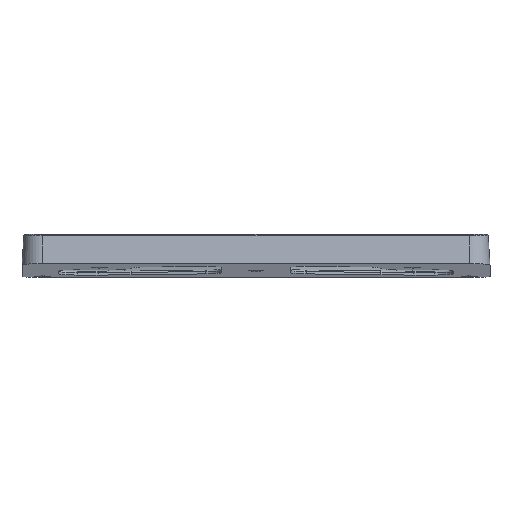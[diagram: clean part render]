
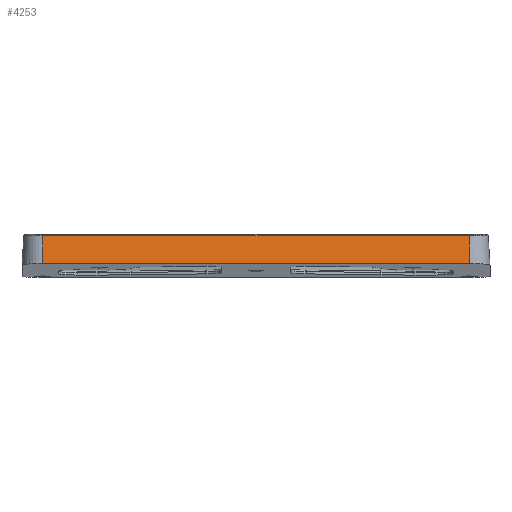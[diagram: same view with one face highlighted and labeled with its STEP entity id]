
A CAD part, front view. The second image highlights one B-rep face of the part: STEP entity #4253.
In plain terms, the highlighted planar face has unit normal (0, -0.988, 0.153).
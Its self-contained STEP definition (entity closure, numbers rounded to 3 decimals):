
#84 = PLANE('',#85);
#85 = AXIS2_PLACEMENT_3D('',#86,#87,#88);
#86 = CARTESIAN_POINT('',(0.,0.,0.));
#87 = DIRECTION('',(0.,0.07,0.998));
#88 = DIRECTION('',(0.,0.998,-0.07));
#732 = VERTEX_POINT('',#733);
#733 = CARTESIAN_POINT('',(-112.125,-52.433,3.666));
#748 = B_SPLINE_SURFACE_WITH_KNOTS('',8,1,(
    (#749,#750)
    ,(#751,#752)
    ,(#753,#754)
    ,(#755,#756)
    ,(#757,#758)
    ,(#759,#760)
    ,(#761,#762)
    ,(#763,#764)
    ,(#765,#766
    )),.UNSPECIFIED.,.F.,.F.,.F.,(9,9),(2,2),(1.571,
    3.142),(0.,1.),.PIECEWISE_BEZIER_KNOTS.);
#749 = CARTESIAN_POINT('',(-112.125,-52.433,3.666));
#750 = CARTESIAN_POINT('',(-112.125,-50.061,19.));
#751 = CARTESIAN_POINT('',(-114.285,-52.433,3.666
    ));
#752 = CARTESIAN_POINT('',(-114.088,-50.061,19.));
#753 = CARTESIAN_POINT('',(-116.445,-51.949,
    3.633));
#754 = CARTESIAN_POINT('',(-116.052,-49.62,19.
    ));
#755 = CARTESIAN_POINT('',(-118.478,-50.983,3.565
    ));
#756 = CARTESIAN_POINT('',(-117.9,-48.739,
    19.));
#757 = CARTESIAN_POINT('',(-120.257,-49.572,3.466
    ));
#758 = CARTESIAN_POINT('',(-119.518,-47.454,
    19.));
#759 = CARTESIAN_POINT('',(-121.671,-47.797,3.342
    ));
#760 = CARTESIAN_POINT('',(-120.803,-45.836,
    19.));
#761 = CARTESIAN_POINT('',(-122.64,-45.769,3.2
    ));
#762 = CARTESIAN_POINT('',(-121.684,-43.988,19.));
#763 = CARTESIAN_POINT('',(-123.125,-43.614,3.05));
#764 = CARTESIAN_POINT('',(-122.125,-42.025,19.));
#765 = CARTESIAN_POINT('',(-123.125,-41.46,2.899));
#766 = CARTESIAN_POINT('',(-122.125,-40.061,19.));
#774 = EDGE_CURVE('',#732,#775,#777,.T.);
#775 = VERTEX_POINT('',#776);
#776 = CARTESIAN_POINT('',(112.125,-52.433,3.666));
#777 = SURFACE_CURVE('',#778,(#782,#789),.PCURVE_S1.);
#778 = LINE('',#779,#780);
#779 = CARTESIAN_POINT('',(-112.125,-52.433,3.666));
#780 = VECTOR('',#781,1.);
#781 = DIRECTION('',(1.,0.,0.));
#782 = PCURVE('',#84,#783);
#783 = DEFINITIONAL_REPRESENTATION('',(#784),#788);
#784 = LINE('',#785,#786);
#785 = CARTESIAN_POINT('',(-52.561,112.125));
#786 = VECTOR('',#787,1.);
#787 = DIRECTION('',(0.,-1.));
#788 = ( GEOMETRIC_REPRESENTATION_CONTEXT(2) 
PARAMETRIC_REPRESENTATION_CONTEXT() REPRESENTATION_CONTEXT('2D SPACE',''
  ) );
#789 = PCURVE('',#790,#795);
#790 = PLANE('',#791);
#791 = AXIS2_PLACEMENT_3D('',#792,#793,#794);
#792 = CARTESIAN_POINT('',(-112.125,-50.061,19.));
#793 = DIRECTION('',(0.,0.988,-0.153));
#794 = DIRECTION('',(-1.,0.,0.));
#795 = DEFINITIONAL_REPRESENTATION('',(#796),#800);
#796 = LINE('',#797,#798);
#797 = CARTESIAN_POINT('',(-0.,-15.516));
#798 = VECTOR('',#799,1.);
#799 = DIRECTION('',(-1.,0.));
#800 = ( GEOMETRIC_REPRESENTATION_CONTEXT(2) 
PARAMETRIC_REPRESENTATION_CONTEXT() REPRESENTATION_CONTEXT('2D SPACE',''
  ) );
#819 = B_SPLINE_SURFACE_WITH_KNOTS('',8,1,(
    (#820,#821)
    ,(#822,#823)
    ,(#824,#825)
    ,(#826,#827)
    ,(#828,#829)
    ,(#830,#831)
    ,(#832,#833)
    ,(#834,#835)
    ,(#836,#837
    )),.UNSPECIFIED.,.F.,.F.,.F.,(9,9),(2,2),(0.,1.571),(0.,1.)
  ,.PIECEWISE_BEZIER_KNOTS.);
#820 = CARTESIAN_POINT('',(123.125,-41.46,2.899));
#821 = CARTESIAN_POINT('',(122.125,-40.061,19.));
#822 = CARTESIAN_POINT('',(123.125,-43.614,3.05));
#823 = CARTESIAN_POINT('',(122.125,-42.025,19.));
#824 = CARTESIAN_POINT('',(122.64,-45.769,3.2
    ));
#825 = CARTESIAN_POINT('',(121.684,-43.988,19.));
#826 = CARTESIAN_POINT('',(121.671,-47.797,3.342
    ));
#827 = CARTESIAN_POINT('',(120.803,-45.836,19.));
#828 = CARTESIAN_POINT('',(120.257,-49.572,3.466
    ));
#829 = CARTESIAN_POINT('',(119.518,-47.454,19.));
#830 = CARTESIAN_POINT('',(118.478,-50.983,
    3.565));
#831 = CARTESIAN_POINT('',(117.9,-48.739,19.));
#832 = CARTESIAN_POINT('',(116.445,-51.949,
    3.633));
#833 = CARTESIAN_POINT('',(116.052,-49.62,19.));
#834 = CARTESIAN_POINT('',(114.285,-52.433,3.666
    ));
#835 = CARTESIAN_POINT('',(114.088,-50.061,19.));
#836 = CARTESIAN_POINT('',(112.125,-52.433,3.666));
#837 = CARTESIAN_POINT('',(112.125,-50.061,19.));
#3849 = CYLINDRICAL_SURFACE('',#3850,0.75);
#3850 = AXIS2_PLACEMENT_3D('',#3851,#3852,#3853);
#3851 = CARTESIAN_POINT('',(-112.125,-49.418,18.25));
#3852 = DIRECTION('',(1.,0.,0.));
#3853 = DIRECTION('',(0.,-0.988,0.153));
#4111 = VERTEX_POINT('',#4112);
#4112 = CARTESIAN_POINT('',(-112.125,-50.159,18.365));
#4160 = EDGE_CURVE('',#732,#4111,#4161,.T.);
#4161 = SURFACE_CURVE('',#4162,(#4165,#4172),.PCURVE_S1.);
#4162 = B_SPLINE_CURVE_WITH_KNOTS('',1,(#4163,#4164),.UNSPECIFIED.,.F.,
  .F.,(2,2),(0.,1.),.PIECEWISE_BEZIER_KNOTS.);
#4163 = CARTESIAN_POINT('',(-112.125,-52.433,3.666));
#4164 = CARTESIAN_POINT('',(-112.125,-50.061,19.));
#4165 = PCURVE('',#748,#4166);
#4166 = DEFINITIONAL_REPRESENTATION('',(#4167),#4171);
#4167 = LINE('',#4168,#4169);
#4168 = CARTESIAN_POINT('',(1.571,0.));
#4169 = VECTOR('',#4170,1.);
#4170 = DIRECTION('',(0.,1.));
#4171 = ( GEOMETRIC_REPRESENTATION_CONTEXT(2) 
PARAMETRIC_REPRESENTATION_CONTEXT() REPRESENTATION_CONTEXT('2D SPACE',''
  ) );
#4172 = PCURVE('',#790,#4173);
#4173 = DEFINITIONAL_REPRESENTATION('',(#4174),#4177);
#4174 = B_SPLINE_CURVE_WITH_KNOTS('',1,(#4175,#4176),.UNSPECIFIED.,.F.,
  .F.,(2,2),(0.,1.),.PIECEWISE_BEZIER_KNOTS.);
#4175 = CARTESIAN_POINT('',(0.,-15.516));
#4176 = CARTESIAN_POINT('',(0.,0.));
#4177 = ( GEOMETRIC_REPRESENTATION_CONTEXT(2) 
PARAMETRIC_REPRESENTATION_CONTEXT() REPRESENTATION_CONTEXT('2D SPACE',''
  ) );
#4183 = EDGE_CURVE('',#775,#4184,#4186,.T.);
#4184 = VERTEX_POINT('',#4185);
#4185 = CARTESIAN_POINT('',(112.125,-50.159,18.365));
#4186 = SURFACE_CURVE('',#4187,(#4190,#4197),.PCURVE_S1.);
#4187 = B_SPLINE_CURVE_WITH_KNOTS('',1,(#4188,#4189),.UNSPECIFIED.,.F.,
  .F.,(2,2),(0.,1.),.PIECEWISE_BEZIER_KNOTS.);
#4188 = CARTESIAN_POINT('',(112.125,-52.433,3.666));
#4189 = CARTESIAN_POINT('',(112.125,-50.061,19.));
#4190 = PCURVE('',#819,#4191);
#4191 = DEFINITIONAL_REPRESENTATION('',(#4192),#4196);
#4192 = LINE('',#4193,#4194);
#4193 = CARTESIAN_POINT('',(1.571,0.));
#4194 = VECTOR('',#4195,1.);
#4195 = DIRECTION('',(0.,1.));
#4196 = ( GEOMETRIC_REPRESENTATION_CONTEXT(2) 
PARAMETRIC_REPRESENTATION_CONTEXT() REPRESENTATION_CONTEXT('2D SPACE',''
  ) );
#4197 = PCURVE('',#790,#4198);
#4198 = DEFINITIONAL_REPRESENTATION('',(#4199),#4202);
#4199 = B_SPLINE_CURVE_WITH_KNOTS('',1,(#4200,#4201),.UNSPECIFIED.,.F.,
  .F.,(2,2),(0.,1.),.PIECEWISE_BEZIER_KNOTS.);
#4200 = CARTESIAN_POINT('',(-224.25,-15.516));
#4201 = CARTESIAN_POINT('',(-224.25,0.));
#4202 = ( GEOMETRIC_REPRESENTATION_CONTEXT(2) 
PARAMETRIC_REPRESENTATION_CONTEXT() REPRESENTATION_CONTEXT('2D SPACE',''
  ) );
#4253 = ADVANCED_FACE('',(#4254),#790,.F.);
#4254 = FACE_BOUND('',#4255,.F.);
#4255 = EDGE_LOOP('',(#4256,#4257,#4278,#4279));
#4256 = ORIENTED_EDGE('',*,*,#4160,.T.);
#4257 = ORIENTED_EDGE('',*,*,#4258,.T.);
#4258 = EDGE_CURVE('',#4111,#4184,#4259,.T.);
#4259 = SURFACE_CURVE('',#4260,(#4264,#4271),.PCURVE_S1.);
#4260 = LINE('',#4261,#4262);
#4261 = CARTESIAN_POINT('',(-112.125,-50.159,18.365));
#4262 = VECTOR('',#4263,1.);
#4263 = DIRECTION('',(1.,0.,0.));
#4264 = PCURVE('',#790,#4265);
#4265 = DEFINITIONAL_REPRESENTATION('',(#4266),#4270);
#4266 = LINE('',#4267,#4268);
#4267 = CARTESIAN_POINT('',(-0.,-0.643));
#4268 = VECTOR('',#4269,1.);
#4269 = DIRECTION('',(-1.,0.));
#4270 = ( GEOMETRIC_REPRESENTATION_CONTEXT(2) 
PARAMETRIC_REPRESENTATION_CONTEXT() REPRESENTATION_CONTEXT('2D SPACE',''
  ) );
#4271 = PCURVE('',#3849,#4272);
#4272 = DEFINITIONAL_REPRESENTATION('',(#4273),#4277);
#4273 = LINE('',#4274,#4275);
#4274 = CARTESIAN_POINT('',(-0.,0.));
#4275 = VECTOR('',#4276,1.);
#4276 = DIRECTION('',(-0.,1.));
#4277 = ( GEOMETRIC_REPRESENTATION_CONTEXT(2) 
PARAMETRIC_REPRESENTATION_CONTEXT() REPRESENTATION_CONTEXT('2D SPACE',''
  ) );
#4278 = ORIENTED_EDGE('',*,*,#4183,.F.);
#4279 = ORIENTED_EDGE('',*,*,#774,.F.);
